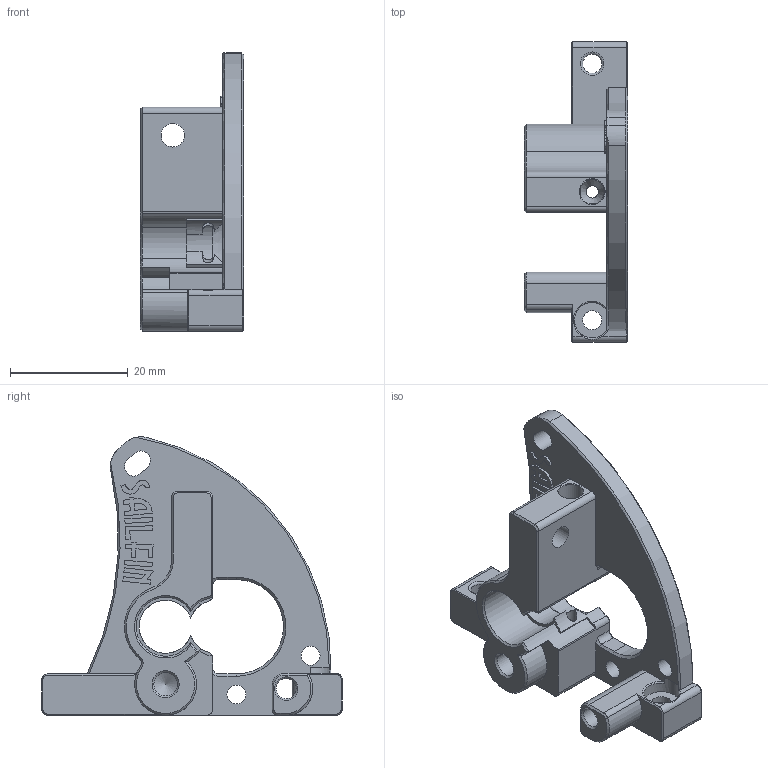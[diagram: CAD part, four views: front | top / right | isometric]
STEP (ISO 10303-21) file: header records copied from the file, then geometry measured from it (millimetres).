
FILE_DESCRIPTION(/* description */ (''),/* implementation_level */ '2;1');
FILE_NAME(/* name */ 'Mid_Scherpa_Mount-R.stp',/* time_stamp */ '2021-03-25T17:33:10-07:00',/* author */ (''),/* organization */ (''),/* preprocessor_version */ 'ST-DEVELOPER v18.1',/* originating_system */ 'Autodesk Translation Framework v9.10.0.1330',/* authorisation */ '');
FILE_SCHEMA (('AUTOMOTIVE_DESIGN { 1 0 10303 214 3 1 1 }'));
Length unit declared in the file: millimetre
Products named in the file (1): Scherpa Mid
Bounding box: 17.5 x 51 x 47.23 mm (x, y, z)
Volume: 8745.9 mm3; surface area: 6607.8 mm2
Topology: 1 solids, 1 shells, 257 faces, 666 edges, 421 vertices
Faces by surface type: plane 121, cylinder 54, cone 51, bspline 23, torus 8
Full cylindrical faces by diameter (mm): 2.1 x2, 3.2 x4, 3.4 x1, 4 x3, 4.2 x2, 6 x2
Entity records: 8338 total; most frequent: CARTESIAN_POINT 2044, ORIENTED_EDGE 1330, DIRECTION 1248, EDGE_CURVE 665, AXIS2_PLACEMENT_3D 425, VERTEX_POINT 421, LINE 398, VECTOR 398
